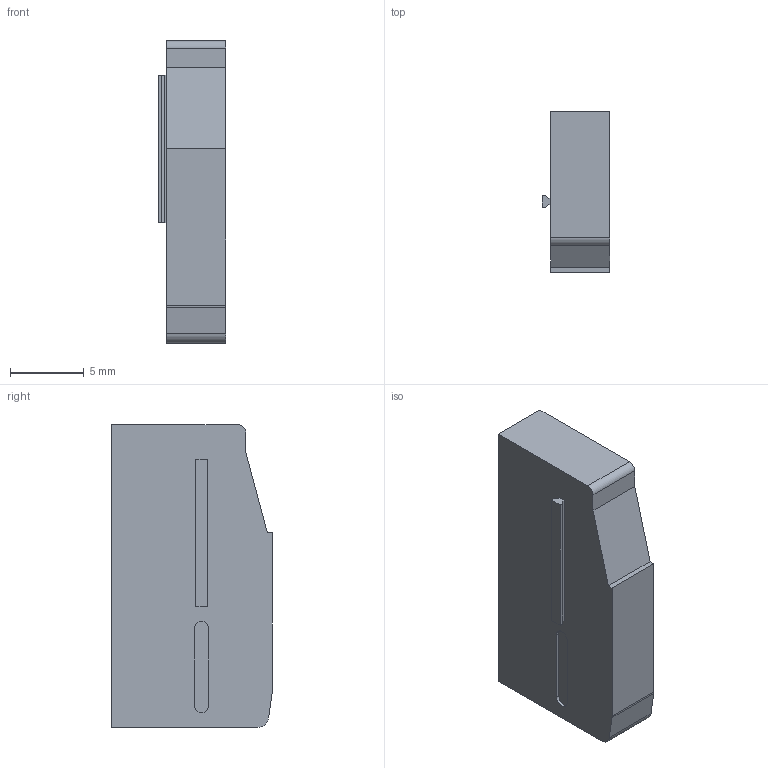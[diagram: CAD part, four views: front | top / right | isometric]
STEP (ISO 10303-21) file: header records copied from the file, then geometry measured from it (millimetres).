
FILE_DESCRIPTION(('Creo Elements/Direct Modeling STEP Export'),'2;1');
FILE_NAME('model.stp','2019-07-23T 7:07:46',(''),(''),'Creo Elements/Direct Modeling STEP processor for AP214 (Solid Model)','Creo Elements/Direct Modeling 20.1A 29-Sep-2018 (C) Parametric Technology GmbH','');
FILE_SCHEMA(('AUTOMOTIVE_DESIGN { 1 0 10303 214 1 1 1 1 }'));
Length unit declared in the file: millimetre
Products named in the file (2): DP-VDFK_4-4
Assembly tree (1 placements, depth 2):
  DP-VDFK_4-4
    DP-VDFK_4-4
Bounding box: 4.57 x 10.9 x 20.5 mm (x, y, z)
Volume: 847 mm3; surface area: 723 mm2
Topology: 1 solids, 1 shells, 39 faces, 105 edges, 70 vertices
Faces by surface type: plane 34, cylinder 5
Entity records: 1557 total; most frequent: CARTESIAN_POINT 214, ORIENTED_EDGE 210, DIRECTION 194, EDGE_CURVE 105, VECTOR 94, LINE 94, VERTEX_POINT 70, AXIS2_PLACEMENT_3D 50
